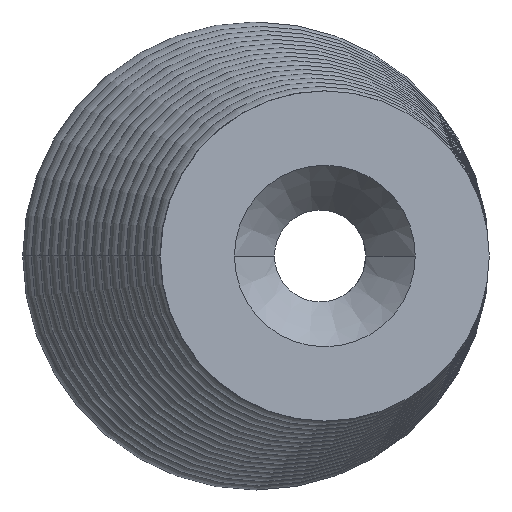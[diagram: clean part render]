
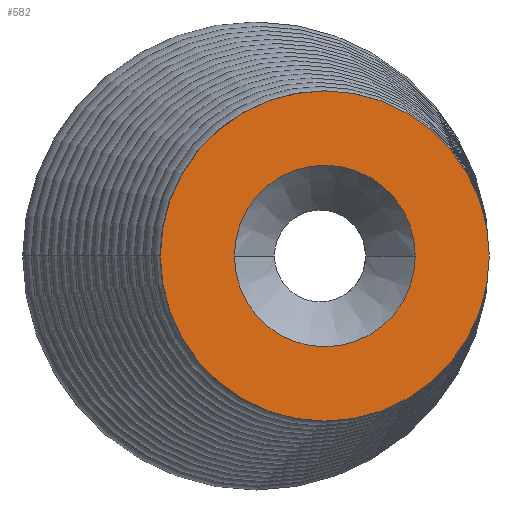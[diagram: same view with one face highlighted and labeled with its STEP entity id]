
A CAD part, left-side view. The second image highlights one B-rep face of the part: STEP entity #582.
In plain terms, the highlighted planar face has unit normal (-0.996, -0.087, 0).
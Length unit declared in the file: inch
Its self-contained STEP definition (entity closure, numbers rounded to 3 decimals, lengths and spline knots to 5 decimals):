
#91 = ORIENTED_EDGE ( 'NONE', *, *, #2000, .T. ) ;
#144 = AXIS2_PLACEMENT_3D ( 'NONE', #622, #1908, #1316 ) ;
#152 = DIRECTION ( 'NONE',  ( -0.087, 0.996, 0. ) ) ;
#227 = VERTEX_POINT ( 'NONE', #458 ) ;
#403 = CARTESIAN_POINT ( 'NONE',  ( 3.79996, 0.45793, 0. ) ) ;
#458 = CARTESIAN_POINT ( 'NONE',  ( 3.72709, 1.29084, 0. ) ) ;
#464 = CIRCLE ( 'NONE', #1319, 0.83609 ) ;
#513 = EDGE_CURVE ( 'NONE', #227, #705, #2001, .T. ) ;
#582 = ADVANCED_FACE ( 'NONE', ( #1529, #2252 ), #590, .F. ) ;
#590 = PLANE ( 'NONE',  #144 ) ;
#622 = CARTESIAN_POINT ( 'NONE',  ( 3.81086, 0.33341, 0. ) ) ;
#701 = AXIS2_PLACEMENT_3D ( 'NONE', #1487, #756, #152 ) ;
#705 = VERTEX_POINT ( 'NONE', #1613 ) ;
#756 = DIRECTION ( 'NONE',  ( 0.996, 0.087, 0. ) ) ;
#784 = DIRECTION ( 'NONE',  ( -0.087, 0.996, 0. ) ) ;
#817 = VERTEX_POINT ( 'NONE', #2090 ) ;
#915 = VERTEX_POINT ( 'NONE', #2372 ) ;
#974 = DIRECTION ( 'NONE',  ( -0.996, -0.087, 0. ) ) ;
#980 = DIRECTION ( 'NONE',  ( -0.996, -0.087, 0. ) ) ;
#1250 = AXIS2_PLACEMENT_3D ( 'NONE', #403, #980, #784 ) ;
#1263 = ORIENTED_EDGE ( 'NONE', *, *, #1501, .T. ) ;
#1316 = DIRECTION ( 'NONE',  ( -0.087, 0.996, 0. ) ) ;
#1319 = AXIS2_PLACEMENT_3D ( 'NONE', #2115, #974, #2301 ) ;
#1334 = EDGE_LOOP ( 'NONE', ( #1263, #2208 ) ) ;
#1457 = EDGE_CURVE ( 'NONE', #915, #817, #2143, .T. ) ;
#1469 = DIRECTION ( 'NONE',  ( -0.087, 0.996, 0. ) ) ;
#1487 = CARTESIAN_POINT ( 'NONE',  ( 3.79996, 0.45793, 0. ) ) ;
#1501 = EDGE_CURVE ( 'NONE', #705, #227, #464, .T. ) ;
#1529 = FACE_BOUND ( 'NONE', #2105, .T. ) ;
#1613 = CARTESIAN_POINT ( 'NONE',  ( 3.87283, -0.37498, 0. ) ) ;
#1640 = ORIENTED_EDGE ( 'NONE', *, *, #1457, .T. ) ;
#1653 = DIRECTION ( 'NONE',  ( 0.996, 0.087, 0. ) ) ;
#1846 = CIRCLE ( 'NONE', #701, 0.45968 ) ;
#1908 = DIRECTION ( 'NONE',  ( 0.996, 0.087, 0. ) ) ;
#2000 = EDGE_CURVE ( 'NONE', #817, #915, #1846, .T. ) ;
#2001 = CIRCLE ( 'NONE', #1250, 0.83609 ) ;
#2049 = CARTESIAN_POINT ( 'NONE',  ( 3.79996, 0.45793, 0. ) ) ;
#2090 = CARTESIAN_POINT ( 'NONE',  ( 3.84003, 0., 0. ) ) ;
#2105 = EDGE_LOOP ( 'NONE', ( #91, #1640 ) ) ;
#2115 = CARTESIAN_POINT ( 'NONE',  ( 3.79996, 0.45793, 0. ) ) ;
#2143 = CIRCLE ( 'NONE', #2248, 0.45968 ) ;
#2208 = ORIENTED_EDGE ( 'NONE', *, *, #513, .T. ) ;
#2248 = AXIS2_PLACEMENT_3D ( 'NONE', #2049, #1653, #1469 ) ;
#2252 = FACE_OUTER_BOUND ( 'NONE', #1334, .T. ) ;
#2301 = DIRECTION ( 'NONE',  ( -0.087, 0.996, 0. ) ) ;
#2372 = CARTESIAN_POINT ( 'NONE',  ( 3.7599, 0.91586, 0. ) ) ;
